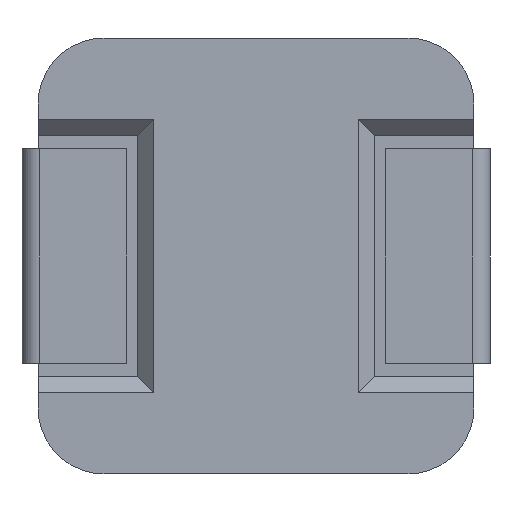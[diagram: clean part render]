
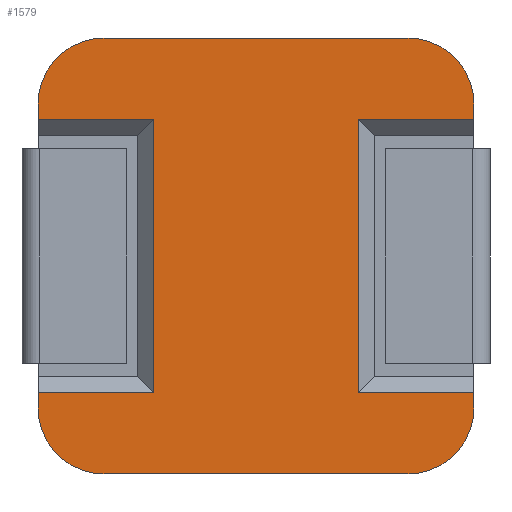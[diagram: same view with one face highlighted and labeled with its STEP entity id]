
A CAD part, front view. The second image highlights one B-rep face of the part: STEP entity #1579.
In plain terms, the highlighted planar face has unit normal (0, -1, 0).
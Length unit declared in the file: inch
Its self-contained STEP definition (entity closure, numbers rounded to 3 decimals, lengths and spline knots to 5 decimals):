
#131 = CIRCLE ( 'NONE', #448, 0.0246 ) ;
#154 = CARTESIAN_POINT ( 'NONE',  ( 0.08982, 0.09557, 0.31638 ) ) ;
#183 = DIRECTION ( 'NONE',  ( 0., 0., -1. ) ) ;
#221 = CARTESIAN_POINT ( 'NONE',  ( -0.07278, 0.09557, 0.31068 ) ) ;
#229 = CARTESIAN_POINT ( 'NONE',  ( 0.06522, 0.09557, 0.31068 ) ) ;
#237 = DIRECTION ( 'NONE',  ( 0., 1., 0. ) ) ;
#267 = CARTESIAN_POINT ( 'NONE',  ( 0.08982, 0.09557, 0.31638 ) ) ;
#304 = CARTESIAN_POINT ( 'NONE',  ( -0.04818, 0.09557, 0.34098 ) ) ;
#307 = VECTOR ( 'NONE', #1949, 39.37008 ) ;
#339 = EDGE_CURVE ( 'NONE', #3615, #3082, #863, .T. ) ;
#340 = FACE_OUTER_BOUND ( 'NONE', #1358, .T. ) ;
#351 = CARTESIAN_POINT ( 'NONE',  ( 0.06522, 0.09557, 0.31638 ) ) ;
#358 = EDGE_CURVE ( 'NONE', #4043, #1801, #2359, .T. ) ;
#369 = EDGE_CURVE ( 'NONE', #3082, #1076, #131, .T. ) ;
#371 = ORIENTED_EDGE ( 'NONE', *, *, #562, .T. ) ;
#384 = LINE ( 'NONE', #4141, #1912 ) ;
#385 = ORIENTED_EDGE ( 'NONE', *, *, #2776, .F. ) ;
#406 = DIRECTION ( 'NONE',  ( 0., 0., -1. ) ) ;
#438 = CARTESIAN_POINT ( 'NONE',  ( 0.06522, 0.09557, 0.31638 ) ) ;
#448 = AXIS2_PLACEMENT_3D ( 'NONE', #438, #3334, #2903 ) ;
#454 = AXIS2_PLACEMENT_3D ( 'NONE', #2170, #1721, #1306 ) ;
#513 = EDGE_CURVE ( 'NONE', #1076, #2562, #571, .T. ) ;
#519 = ORIENTED_EDGE ( 'NONE', *, *, #1364, .T. ) ;
#520 = CARTESIAN_POINT ( 'NONE',  ( -0.04818, 0.09557, 0.34098 ) ) ;
#562 = EDGE_CURVE ( 'NONE', #1801, #2562, #674, .T. ) ;
#571 = LINE ( 'NONE', #154, #3685 ) ;
#609 = DIRECTION ( 'NONE',  ( 0., 1., 0. ) ) ;
#669 = VECTOR ( 'NONE', #886, 39.37008 ) ;
#674 = LINE ( 'NONE', #229, #1343 ) ;
#687 = CARTESIAN_POINT ( 'NONE',  ( 0.06522, 0.09557, 0.20298 ) ) ;
#778 = CIRCLE ( 'NONE', #1652, 0.0246 ) ;
#780 = EDGE_CURVE ( 'NONE', #1736, #1858, #4079, .T. ) ;
#814 = PLANE ( 'NONE',  #2196 ) ;
#860 = CARTESIAN_POINT ( 'NONE',  ( -0.02978, 0.09557, 0.31638 ) ) ;
#863 = LINE ( 'NONE', #304, #3547 ) ;
#886 = DIRECTION ( 'NONE',  ( 0., 0., 1. ) ) ;
#915 = VERTEX_POINT ( 'NONE', #2523 ) ;
#1064 = ORIENTED_EDGE ( 'NONE', *, *, #2543, .T. ) ;
#1076 = VERTEX_POINT ( 'NONE', #267 ) ;
#1175 = ORIENTED_EDGE ( 'NONE', *, *, #2305, .F. ) ;
#1196 = ORIENTED_EDGE ( 'NONE', *, *, #339, .F. ) ;
#1279 = LINE ( 'NONE', #860, #3016 ) ;
#1306 = DIRECTION ( 'NONE',  ( 0., 0., -1. ) ) ;
#1307 = CARTESIAN_POINT ( 'NONE',  ( 0.04682, 0.09557, 0.31638 ) ) ;
#1343 = VECTOR ( 'NONE', #3992, 39.37008 ) ;
#1358 = EDGE_LOOP ( 'NONE', ( #1531, #1907, #3551, #371, #2296, #2541, #1196, #1568, #3476, #3975, #519, #1064, #1175, #1732, #1608, #385 ) ) ;
#1364 = EDGE_CURVE ( 'NONE', #1858, #2104, #1279, .T. ) ;
#1368 = VERTEX_POINT ( 'NONE', #4161 ) ;
#1423 = EDGE_CURVE ( 'NONE', #1580, #4072, #2016, .T. ) ;
#1473 = CARTESIAN_POINT ( 'NONE',  ( -0.04818, 0.09557, 0.31638 ) ) ;
#1512 = EDGE_CURVE ( 'NONE', #915, #1580, #2383, .T. ) ;
#1515 = DIRECTION ( 'NONE',  ( -1., 0., 0. ) ) ;
#1529 = VECTOR ( 'NONE', #1515, 39.37008 ) ;
#1531 = ORIENTED_EDGE ( 'NONE', *, *, #3506, .F. ) ;
#1556 = DIRECTION ( 'NONE',  ( -1., 0., 0. ) ) ;
#1568 = ORIENTED_EDGE ( 'NONE', *, *, #2926, .F. ) ;
#1579 = ADVANCED_FACE ( 'NONE', ( #340 ), #814, .F. ) ;
#1580 = VERTEX_POINT ( 'NONE', #3251 ) ;
#1608 = ORIENTED_EDGE ( 'NONE', *, *, #1512, .F. ) ;
#1647 = CARTESIAN_POINT ( 'NONE',  ( -0.02978, 0.09557, 0.20868 ) ) ;
#1652 = AXIS2_PLACEMENT_3D ( 'NONE', #687, #237, #4001 ) ;
#1719 = DIRECTION ( 'NONE',  ( 0., 0., 1. ) ) ;
#1721 = DIRECTION ( 'NONE',  ( 0., 1., 0. ) ) ;
#1732 = ORIENTED_EDGE ( 'NONE', *, *, #1423, .F. ) ;
#1736 = VERTEX_POINT ( 'NONE', #221 ) ;
#1801 = VERTEX_POINT ( 'NONE', #4108 ) ;
#1836 = DIRECTION ( 'NONE',  ( 0., 0., -1. ) ) ;
#1858 = VERTEX_POINT ( 'NONE', #4129 ) ;
#1864 = VECTOR ( 'NONE', #2297, 39.37008 ) ;
#1907 = ORIENTED_EDGE ( 'NONE', *, *, #2788, .T. ) ;
#1912 = VECTOR ( 'NONE', #3716, 39.37008 ) ;
#1949 = DIRECTION ( 'NONE',  ( 1., 0., 0. ) ) ;
#1950 = CARTESIAN_POINT ( 'NONE',  ( -0.04818, 0.09557, 0.17838 ) ) ;
#1989 = CARTESIAN_POINT ( 'NONE',  ( 0.06522, 0.09557, 0.20868 ) ) ;
#1993 = VERTEX_POINT ( 'NONE', #3965 ) ;
#2016 = CIRCLE ( 'NONE', #454, 0.0246 ) ;
#2104 = VERTEX_POINT ( 'NONE', #1647 ) ;
#2149 = CARTESIAN_POINT ( 'NONE',  ( 0.08982, 0.09557, 0.20298 ) ) ;
#2167 = CARTESIAN_POINT ( 'NONE',  ( -0.07278, 0.09557, 0.31638 ) ) ;
#2170 = CARTESIAN_POINT ( 'NONE',  ( -0.04818, 0.09557, 0.20298 ) ) ;
#2176 = CARTESIAN_POINT ( 'NONE',  ( 0.08982, 0.09557, 0.20868 ) ) ;
#2196 = AXIS2_PLACEMENT_3D ( 'NONE', #351, #4110, #3684 ) ;
#2225 = VERTEX_POINT ( 'NONE', #2149 ) ;
#2283 = CARTESIAN_POINT ( 'NONE',  ( 0.08982, 0.09557, 0.31638 ) ) ;
#2296 = ORIENTED_EDGE ( 'NONE', *, *, #513, .F. ) ;
#2297 = DIRECTION ( 'NONE',  ( -1., 0., 0. ) ) ;
#2305 = EDGE_CURVE ( 'NONE', #4072, #1993, #384, .T. ) ;
#2340 = VECTOR ( 'NONE', #1719, 39.37008 ) ;
#2359 = LINE ( 'NONE', #1307, #669 ) ;
#2380 = VECTOR ( 'NONE', #1556, 39.37008 ) ;
#2382 = CARTESIAN_POINT ( 'NONE',  ( 0.06522, 0.09557, 0.31068 ) ) ;
#2383 = LINE ( 'NONE', #1950, #1529 ) ;
#2446 = AXIS2_PLACEMENT_3D ( 'NONE', #1473, #609, #183 ) ;
#2523 = CARTESIAN_POINT ( 'NONE',  ( 0.06522, 0.09557, 0.17838 ) ) ;
#2541 = ORIENTED_EDGE ( 'NONE', *, *, #369, .F. ) ;
#2543 = EDGE_CURVE ( 'NONE', #2104, #1993, #2839, .T. ) ;
#2562 = VERTEX_POINT ( 'NONE', #2737 ) ;
#2581 = LINE ( 'NONE', #2167, #2340 ) ;
#2696 = LINE ( 'NONE', #2283, #3626 ) ;
#2713 = CARTESIAN_POINT ( 'NONE',  ( 0.06522, 0.09557, 0.20868 ) ) ;
#2737 = CARTESIAN_POINT ( 'NONE',  ( 0.08982, 0.09557, 0.31068 ) ) ;
#2776 = EDGE_CURVE ( 'NONE', #2225, #915, #778, .T. ) ;
#2788 = EDGE_CURVE ( 'NONE', #3021, #4043, #3129, .T. ) ;
#2839 = LINE ( 'NONE', #1989, #2380 ) ;
#2903 = DIRECTION ( 'NONE',  ( 0., 0., 1. ) ) ;
#2926 = EDGE_CURVE ( 'NONE', #1368, #3615, #3009, .T. ) ;
#2988 = CARTESIAN_POINT ( 'NONE',  ( 0.04682, 0.09557, 0.20868 ) ) ;
#3009 = CIRCLE ( 'NONE', #2446, 0.0246 ) ;
#3016 = VECTOR ( 'NONE', #406, 39.37008 ) ;
#3021 = VERTEX_POINT ( 'NONE', #2176 ) ;
#3082 = VERTEX_POINT ( 'NONE', #3567 ) ;
#3129 = LINE ( 'NONE', #2713, #1864 ) ;
#3251 = CARTESIAN_POINT ( 'NONE',  ( -0.04818, 0.09557, 0.17838 ) ) ;
#3334 = DIRECTION ( 'NONE',  ( 0., 1., 0. ) ) ;
#3465 = EDGE_CURVE ( 'NONE', #1736, #1368, #2581, .T. ) ;
#3476 = ORIENTED_EDGE ( 'NONE', *, *, #3465, .F. ) ;
#3506 = EDGE_CURVE ( 'NONE', #3021, #2225, #2696, .T. ) ;
#3547 = VECTOR ( 'NONE', #4061, 39.37008 ) ;
#3551 = ORIENTED_EDGE ( 'NONE', *, *, #358, .T. ) ;
#3567 = CARTESIAN_POINT ( 'NONE',  ( 0.06522, 0.09557, 0.34098 ) ) ;
#3615 = VERTEX_POINT ( 'NONE', #520 ) ;
#3626 = VECTOR ( 'NONE', #1836, 39.37008 ) ;
#3642 = CARTESIAN_POINT ( 'NONE',  ( -0.07278, 0.09557, 0.20298 ) ) ;
#3684 = DIRECTION ( 'NONE',  ( 0., 0., 1. ) ) ;
#3685 = VECTOR ( 'NONE', #3907, 39.37008 ) ;
#3716 = DIRECTION ( 'NONE',  ( 0., 0., 1. ) ) ;
#3907 = DIRECTION ( 'NONE',  ( 0., 0., -1. ) ) ;
#3965 = CARTESIAN_POINT ( 'NONE',  ( -0.07278, 0.09557, 0.20868 ) ) ;
#3975 = ORIENTED_EDGE ( 'NONE', *, *, #780, .T. ) ;
#3992 = DIRECTION ( 'NONE',  ( 1., 0., 0. ) ) ;
#4001 = DIRECTION ( 'NONE',  ( 0., 0., -1. ) ) ;
#4043 = VERTEX_POINT ( 'NONE', #2988 ) ;
#4061 = DIRECTION ( 'NONE',  ( 1., 0., 0. ) ) ;
#4072 = VERTEX_POINT ( 'NONE', #3642 ) ;
#4079 = LINE ( 'NONE', #2382, #307 ) ;
#4108 = CARTESIAN_POINT ( 'NONE',  ( 0.04682, 0.09557, 0.31068 ) ) ;
#4110 = DIRECTION ( 'NONE',  ( 0., 1., 0. ) ) ;
#4129 = CARTESIAN_POINT ( 'NONE',  ( -0.02978, 0.09557, 0.31068 ) ) ;
#4141 = CARTESIAN_POINT ( 'NONE',  ( -0.07278, 0.09557, 0.31638 ) ) ;
#4161 = CARTESIAN_POINT ( 'NONE',  ( -0.07278, 0.09557, 0.31638 ) ) ;
